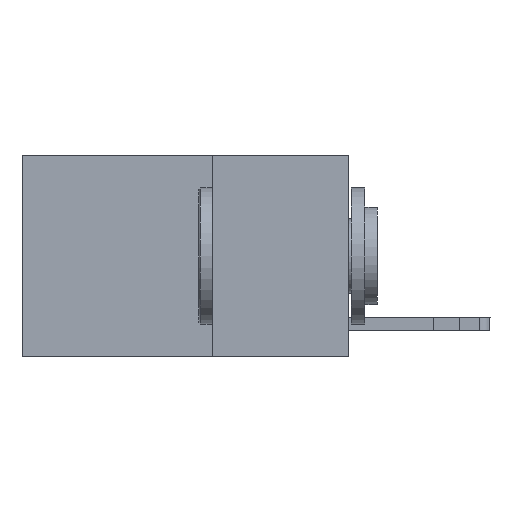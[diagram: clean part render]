
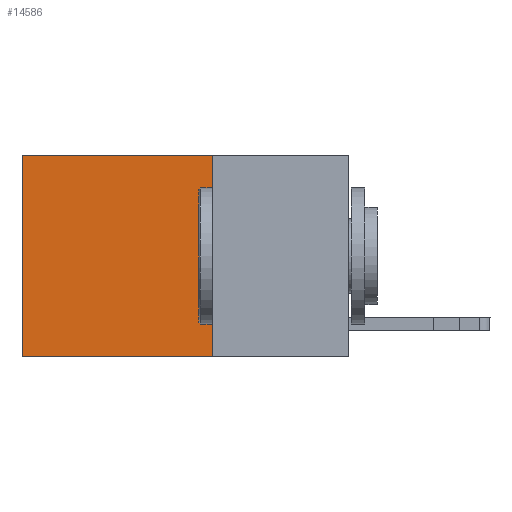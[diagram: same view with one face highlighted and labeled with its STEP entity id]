
A CAD part, left-side view. The second image highlights one B-rep face of the part: STEP entity #14586.
In plain terms, the highlighted planar face has unit normal (-1, 0, 0).
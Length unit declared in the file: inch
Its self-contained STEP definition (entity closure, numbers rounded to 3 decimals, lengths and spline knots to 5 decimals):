
#550 = CARTESIAN_POINT ( 'NONE',  ( 0.2625, 0.25, -0.37 ) ) ;
#1309 = DIRECTION ( 'NONE',  ( 1., 0., 0. ) ) ;
#3265 = VECTOR ( 'NONE', #9943, 39.37008 ) ;
#4091 = EDGE_CURVE ( 'NONE', #14511, #19504, #18848, .T. ) ;
#4217 = CARTESIAN_POINT ( 'NONE',  ( 0.2625, 0.6, -0.37 ) ) ;
#5117 = AXIS2_PLACEMENT_3D ( 'NONE', #9119, #1309, #12189 ) ;
#5169 = CARTESIAN_POINT ( 'NONE',  ( 0.2625, 0.25, 0. ) ) ;
#5753 = ORIENTED_EDGE ( 'NONE', *, *, #12862, .T. ) ;
#6249 = VERTEX_POINT ( 'NONE', #4217 ) ;
#6831 = EDGE_LOOP ( 'NONE', ( #5753, #14058, #11215, #19348 ) ) ;
#6924 = DIRECTION ( 'NONE',  ( 0., 0., -1. ) ) ;
#7261 = CARTESIAN_POINT ( 'NONE',  ( 0.2625, 0.6, 0. ) ) ;
#8179 = CARTESIAN_POINT ( 'NONE',  ( 0.2625, 0.6, 0. ) ) ;
#9119 = CARTESIAN_POINT ( 'NONE',  ( 0.2625, 0.25, 0. ) ) ;
#9752 = CARTESIAN_POINT ( 'NONE',  ( 0.2625, 0.25, -0.37 ) ) ;
#9943 = DIRECTION ( 'NONE',  ( 0., 1., 0. ) ) ;
#10991 = LINE ( 'NONE', #7261, #18910 ) ;
#11215 = ORIENTED_EDGE ( 'NONE', *, *, #4091, .F. ) ;
#11449 = VECTOR ( 'NONE', #6924, 39.37008 ) ;
#12189 = DIRECTION ( 'NONE',  ( 0., 0., -1. ) ) ;
#12862 = EDGE_CURVE ( 'NONE', #18898, #6249, #10991, .T. ) ;
#13060 = VECTOR ( 'NONE', #14705, 39.37008 ) ;
#13080 = FACE_OUTER_BOUND ( 'NONE', #6831, .T. ) ;
#13226 = CARTESIAN_POINT ( 'NONE',  ( 0.2625, 0.25, 0. ) ) ;
#13955 = EDGE_CURVE ( 'NONE', #19504, #6249, #19314, .T. ) ;
#14058 = ORIENTED_EDGE ( 'NONE', *, *, #13955, .F. ) ;
#14511 = VERTEX_POINT ( 'NONE', #5169 ) ;
#14586 = ADVANCED_FACE ( 'NONE', ( #13080 ), #19556, .F. ) ;
#14705 = DIRECTION ( 'NONE',  ( 0., 1., 0. ) ) ;
#15827 = EDGE_CURVE ( 'NONE', #14511, #18898, #17457, .T. ) ;
#15991 = CARTESIAN_POINT ( 'NONE',  ( 0.2625, 0.25, 0. ) ) ;
#17457 = LINE ( 'NONE', #13226, #13060 ) ;
#17774 = DIRECTION ( 'NONE',  ( 0., 0., -1. ) ) ;
#18848 = LINE ( 'NONE', #15991, #11449 ) ;
#18898 = VERTEX_POINT ( 'NONE', #8179 ) ;
#18910 = VECTOR ( 'NONE', #17774, 39.37008 ) ;
#19314 = LINE ( 'NONE', #550, #3265 ) ;
#19348 = ORIENTED_EDGE ( 'NONE', *, *, #15827, .T. ) ;
#19504 = VERTEX_POINT ( 'NONE', #9752 ) ;
#19556 = PLANE ( 'NONE',  #5117 ) ;
